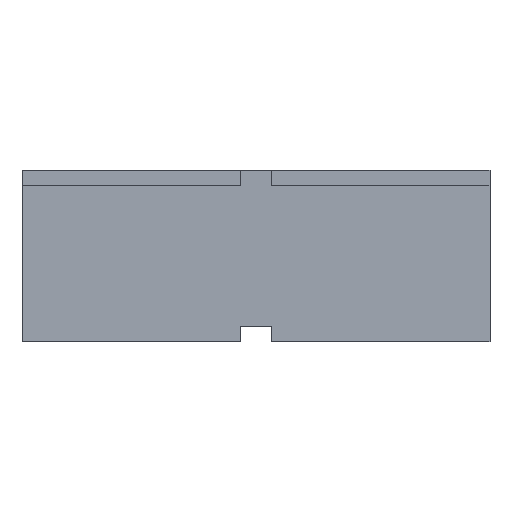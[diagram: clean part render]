
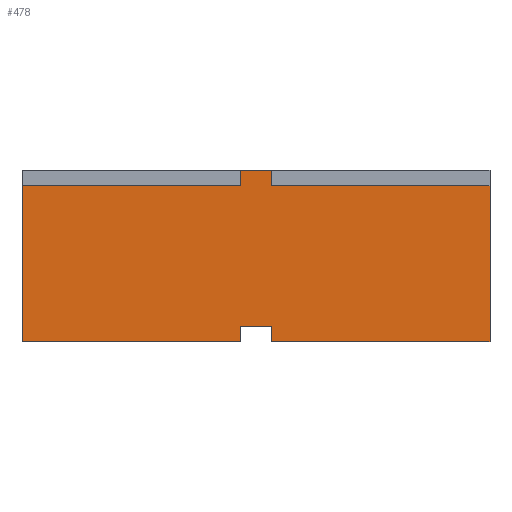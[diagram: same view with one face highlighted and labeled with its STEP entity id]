
A CAD part, left-side view. The second image highlights one B-rep face of the part: STEP entity #478.
In plain terms, the highlighted planar face has unit normal (-1, 0, 0).
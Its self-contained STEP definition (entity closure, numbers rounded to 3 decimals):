
#34=CARTESIAN_POINT('',(-15.,1.,10.));
#35=VERTEX_POINT('',#34);
#50=CARTESIAN_POINT('',(-15.,15.,10.));
#51=VERTEX_POINT('',#50);
#58=CARTESIAN_POINT('',(-15.,1.,10.));
#59=DIRECTION('',(0.,1.,0.));
#60=VECTOR('',#59,14.);
#61=LINE('',#58,#60);
#62=EDGE_CURVE('',#35,#51,#61,.T.);
#162=CARTESIAN_POINT('',(-15.,1.,0.));
#163=VERTEX_POINT('',#162);
#170=CARTESIAN_POINT('',(-15.,15.,0.));
#171=VERTEX_POINT('',#170);
#172=CARTESIAN_POINT('',(-15.,1.,0.));
#173=DIRECTION('',(0.,1.,0.));
#174=VECTOR('',#173,14.);
#175=LINE('',#172,#174);
#176=EDGE_CURVE('',#163,#171,#175,.T.);
#357=CARTESIAN_POINT('',(-15.,15.,10.));
#358=DIRECTION('',(0.,0.,-1.));
#359=VECTOR('',#358,10.);
#360=LINE('',#357,#359);
#361=EDGE_CURVE('',#51,#171,#360,.T.);
#398=CARTESIAN_POINT('',(-15.,0.,10.));
#399=DIRECTION('',(-1.,0.,0.));
#400=DIRECTION('',(0.,0.,1.));
#401=AXIS2_PLACEMENT_3D('',#398,#399,#400);
#402=PLANE('',#401);
#403=CARTESIAN_POINT('',(-15.,1.,1.));
#404=VERTEX_POINT('',#403);
#405=CARTESIAN_POINT('',(-15.,-1.,1.));
#406=VERTEX_POINT('',#405);
#407=CARTESIAN_POINT('',(-15.,1.,1.));
#408=DIRECTION('',(0.,-1.,0.));
#409=VECTOR('',#408,2.);
#410=LINE('',#407,#409);
#411=EDGE_CURVE('',#404,#406,#410,.T.);
#412=ORIENTED_EDGE('',*,*,#411,.T.);
#413=CARTESIAN_POINT('',(-15.,-1.,0.));
#414=VERTEX_POINT('',#413);
#415=CARTESIAN_POINT('',(-15.,-1.,1.));
#416=DIRECTION('',(0.,0.,-1.));
#417=VECTOR('',#416,1.);
#418=LINE('',#415,#417);
#419=EDGE_CURVE('',#406,#414,#418,.T.);
#420=ORIENTED_EDGE('',*,*,#419,.T.);
#421=CARTESIAN_POINT('',(-15.,-15.,0.));
#422=VERTEX_POINT('',#421);
#423=CARTESIAN_POINT('',(-15.,-15.,0.));
#424=DIRECTION('',(0.,1.,0.));
#425=VECTOR('',#424,14.);
#426=LINE('',#423,#425);
#427=EDGE_CURVE('',#422,#414,#426,.T.);
#428=ORIENTED_EDGE('',*,*,#427,.F.);
#429=CARTESIAN_POINT('',(-15.,-15.,10.));
#430=VERTEX_POINT('',#429);
#431=CARTESIAN_POINT('',(-15.,-15.,10.));
#432=DIRECTION('',(0.,0.,-1.));
#433=VECTOR('',#432,10.);
#434=LINE('',#431,#433);
#435=EDGE_CURVE('',#430,#422,#434,.T.);
#436=ORIENTED_EDGE('',*,*,#435,.F.);
#437=CARTESIAN_POINT('',(-15.,-1.,10.));
#438=VERTEX_POINT('',#437);
#439=CARTESIAN_POINT('',(-15.,-15.,10.));
#440=DIRECTION('',(0.,1.,0.));
#441=VECTOR('',#440,14.);
#442=LINE('',#439,#441);
#443=EDGE_CURVE('',#430,#438,#442,.T.);
#444=ORIENTED_EDGE('',*,*,#443,.T.);
#445=CARTESIAN_POINT('',(-15.,-1.,11.));
#446=VERTEX_POINT('',#445);
#447=CARTESIAN_POINT('',(-15.,-1.,11.));
#448=DIRECTION('',(0.,0.,-1.));
#449=VECTOR('',#448,1.);
#450=LINE('',#447,#449);
#451=EDGE_CURVE('',#446,#438,#450,.T.);
#452=ORIENTED_EDGE('',*,*,#451,.F.);
#453=CARTESIAN_POINT('',(-15.,1.,11.));
#454=VERTEX_POINT('',#453);
#455=CARTESIAN_POINT('',(-15.,1.,11.));
#456=DIRECTION('',(0.,-1.,0.));
#457=VECTOR('',#456,2.);
#458=LINE('',#455,#457);
#459=EDGE_CURVE('',#454,#446,#458,.T.);
#460=ORIENTED_EDGE('',*,*,#459,.F.);
#461=CARTESIAN_POINT('',(-15.,1.,11.));
#462=DIRECTION('',(0.,0.,-1.));
#463=VECTOR('',#462,1.);
#464=LINE('',#461,#463);
#465=EDGE_CURVE('',#454,#35,#464,.T.);
#466=ORIENTED_EDGE('',*,*,#465,.T.);
#467=ORIENTED_EDGE('',*,*,#62,.T.);
#468=ORIENTED_EDGE('',*,*,#361,.T.);
#469=ORIENTED_EDGE('',*,*,#176,.F.);
#470=CARTESIAN_POINT('',(-15.,1.,1.));
#471=DIRECTION('',(0.,0.,-1.));
#472=VECTOR('',#471,1.);
#473=LINE('',#470,#472);
#474=EDGE_CURVE('',#404,#163,#473,.T.);
#475=ORIENTED_EDGE('',*,*,#474,.F.);
#476=EDGE_LOOP('',(#412,#420,#428,#436,#444,#452,#460,#466,#467,#468,#469,#475));
#477=FACE_BOUND('',#476,.T.);
#478=ADVANCED_FACE('',(#477),#402,.T.);
